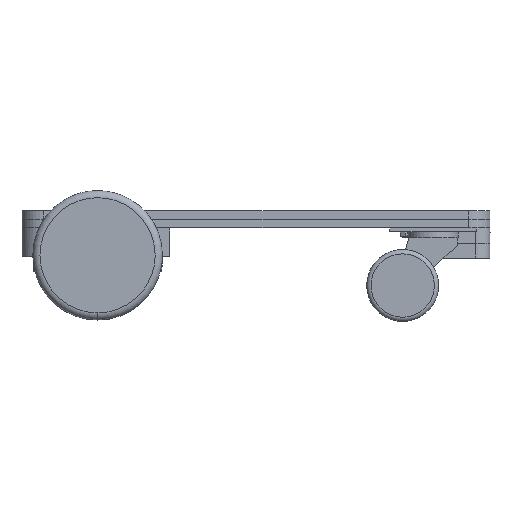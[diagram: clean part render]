
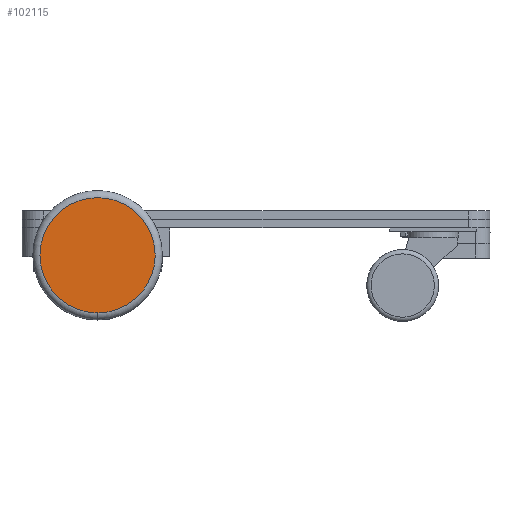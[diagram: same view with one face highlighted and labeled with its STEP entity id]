
A CAD part, left-side view. The second image highlights one B-rep face of the part: STEP entity #102115.
In plain terms, the highlighted planar face has unit normal (-1, 0, 0).
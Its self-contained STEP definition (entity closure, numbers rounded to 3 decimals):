
#101040 = PLANE('',#101041);
#101041 = AXIS2_PLACEMENT_3D('',#101042,#101043,#101044);
#101042 = CARTESIAN_POINT('',(-233.25,220.5,-88.));
#101043 = DIRECTION('',(0.,1.,0.));
#101044 = DIRECTION('',(0.,0.,1.));
#101122 = VERTEX_POINT('',#101123);
#101123 = CARTESIAN_POINT('',(-268.25,220.5,-78.));
#101142 = CYLINDRICAL_SURFACE('',#101143,10.);
#101143 = AXIS2_PLACEMENT_3D('',#101144,#101145,#101146);
#101144 = CARTESIAN_POINT('',(-258.25,219.5,-78.));
#101145 = DIRECTION('',(0.,1.,0.));
#101146 = DIRECTION('',(-1.,0.,0.));
#101154 = EDGE_CURVE('',#101122,#101155,#101157,.T.);
#101155 = VERTEX_POINT('',#101156);
#101156 = CARTESIAN_POINT('',(-268.25,220.5,-77.998));
#101157 = SURFACE_CURVE('',#101158,(#101162,#101169),.PCURVE_S1.);
#101158 = LINE('',#101159,#101160);
#101159 = CARTESIAN_POINT('',(-268.25,220.5,-43.048));
#101160 = VECTOR('',#101161,1.);
#101161 = DIRECTION('',(0.,0.,1.));
#101162 = PCURVE('',#101040,#101163);
#101163 = DEFINITIONAL_REPRESENTATION('',(#101164),#101168);
#101164 = LINE('',#101165,#101166);
#101165 = CARTESIAN_POINT('',(44.952,-35.));
#101166 = VECTOR('',#101167,1.);
#101167 = DIRECTION('',(1.,0.));
#101168 = ( GEOMETRIC_REPRESENTATION_CONTEXT(2) 
PARAMETRIC_REPRESENTATION_CONTEXT() REPRESENTATION_CONTEXT('2D SPACE',''
  ) );
#101169 = PCURVE('',#101170,#101175);
#101170 = PLANE('',#101171);
#101171 = AXIS2_PLACEMENT_3D('',#101172,#101173,#101174);
#101172 = CARTESIAN_POINT('',(-268.25,220.,1.904));
#101173 = DIRECTION('',(1.,0.,0.));
#101174 = DIRECTION('',(0.,-1.,0.));
#101175 = DEFINITIONAL_REPRESENTATION('',(#101176),#101180);
#101176 = LINE('',#101177,#101178);
#101177 = CARTESIAN_POINT('',(-0.5,44.952));
#101178 = VECTOR('',#101179,1.);
#101179 = DIRECTION('',(0.,-1.));
#101180 = ( GEOMETRIC_REPRESENTATION_CONTEXT(2) 
PARAMETRIC_REPRESENTATION_CONTEXT() REPRESENTATION_CONTEXT('2D SPACE',''
  ) );
#101246 = TOROIDAL_SURFACE('',#101247,80.,10.);
#101247 = AXIS2_PLACEMENT_3D('',#101248,#101249,#101250);
#101248 = CARTESIAN_POINT('',(-258.25,220.,2.));
#101249 = DIRECTION('',(-1.,0.,0.));
#101250 = DIRECTION('',(0.,0.006,
    -1.));
#101546 = PLANE('',#101547);
#101547 = AXIS2_PLACEMENT_3D('',#101548,#101549,#101550);
#101548 = CARTESIAN_POINT('',(-233.25,219.5,-88.));
#101549 = DIRECTION('',(0.,1.,0.));
#101550 = DIRECTION('',(0.,0.,1.));
#101899 = VERTEX_POINT('',#101900);
#101900 = CARTESIAN_POINT('',(-268.25,219.5,-78.));
#101928 = EDGE_CURVE('',#101899,#101122,#101929,.T.);
#101929 = SURFACE_CURVE('',#101930,(#101934,#101941),.PCURVE_S1.);
#101930 = LINE('',#101931,#101932);
#101931 = CARTESIAN_POINT('',(-268.25,219.5,-78.));
#101932 = VECTOR('',#101933,1.);
#101933 = DIRECTION('',(0.,1.,0.));
#101934 = PCURVE('',#101142,#101935);
#101935 = DEFINITIONAL_REPRESENTATION('',(#101936),#101940);
#101936 = LINE('',#101937,#101938);
#101937 = CARTESIAN_POINT('',(-0.,0.));
#101938 = VECTOR('',#101939,1.);
#101939 = DIRECTION('',(-0.,1.));
#101940 = ( GEOMETRIC_REPRESENTATION_CONTEXT(2) 
PARAMETRIC_REPRESENTATION_CONTEXT() REPRESENTATION_CONTEXT('2D SPACE',''
  ) );
#101941 = PCURVE('',#101170,#101942);
#101942 = DEFINITIONAL_REPRESENTATION('',(#101943),#101947);
#101943 = LINE('',#101944,#101945);
#101944 = CARTESIAN_POINT('',(0.5,79.904));
#101945 = VECTOR('',#101946,1.);
#101946 = DIRECTION('',(-1.,-0.));
#101947 = ( GEOMETRIC_REPRESENTATION_CONTEXT(2) 
PARAMETRIC_REPRESENTATION_CONTEXT() REPRESENTATION_CONTEXT('2D SPACE',''
  ) );
#101955 = VERTEX_POINT('',#101956);
#101956 = CARTESIAN_POINT('',(-268.25,219.5,-77.998));
#102094 = EDGE_CURVE('',#101155,#101955,#102095,.T.);
#102095 = SURFACE_CURVE('',#102096,(#102101,#102108),.PCURVE_S1.);
#102096 = CIRCLE('',#102097,80.);
#102097 = AXIS2_PLACEMENT_3D('',#102098,#102099,#102100);
#102098 = CARTESIAN_POINT('',(-268.25,220.,2.));
#102099 = DIRECTION('',(1.,0.,0.));
#102100 = DIRECTION('',(0.,0.006,
    -1.));
#102101 = PCURVE('',#101246,#102102);
#102102 = DEFINITIONAL_REPRESENTATION('',(#102103),#102107);
#102103 = LINE('',#102104,#102105);
#102104 = CARTESIAN_POINT('',(-0.,1.571));
#102105 = VECTOR('',#102106,1.);
#102106 = DIRECTION('',(-1.,0.));
#102107 = ( GEOMETRIC_REPRESENTATION_CONTEXT(2) 
PARAMETRIC_REPRESENTATION_CONTEXT() REPRESENTATION_CONTEXT('2D SPACE',''
  ) );
#102108 = PCURVE('',#101170,#102109);
#102109 = DEFINITIONAL_REPRESENTATION('',(#102110),#102114);
#102110 = CIRCLE('',#102111,80.);
#102111 = AXIS2_PLACEMENT_2D('',#102112,#102113);
#102112 = CARTESIAN_POINT('',(0.,-0.096));
#102113 = DIRECTION('',(-0.006,1.));
#102114 = ( GEOMETRIC_REPRESENTATION_CONTEXT(2) 
PARAMETRIC_REPRESENTATION_CONTEXT() REPRESENTATION_CONTEXT('2D SPACE',''
  ) );
#102115 = ADVANCED_FACE('',(#102116),#101170,.F.);
#102116 = FACE_BOUND('',#102117,.F.);
#102117 = EDGE_LOOP('',(#102118,#102119,#102120,#102141));
#102118 = ORIENTED_EDGE('',*,*,#101154,.T.);
#102119 = ORIENTED_EDGE('',*,*,#102094,.T.);
#102120 = ORIENTED_EDGE('',*,*,#102121,.F.);
#102121 = EDGE_CURVE('',#101899,#101955,#102122,.T.);
#102122 = SURFACE_CURVE('',#102123,(#102127,#102134),.PCURVE_S1.);
#102123 = LINE('',#102124,#102125);
#102124 = CARTESIAN_POINT('',(-268.25,219.5,-43.048));
#102125 = VECTOR('',#102126,1.);
#102126 = DIRECTION('',(0.,0.,1.));
#102127 = PCURVE('',#101170,#102128);
#102128 = DEFINITIONAL_REPRESENTATION('',(#102129),#102133);
#102129 = LINE('',#102130,#102131);
#102130 = CARTESIAN_POINT('',(0.5,44.952));
#102131 = VECTOR('',#102132,1.);
#102132 = DIRECTION('',(0.,-1.));
#102133 = ( GEOMETRIC_REPRESENTATION_CONTEXT(2) 
PARAMETRIC_REPRESENTATION_CONTEXT() REPRESENTATION_CONTEXT('2D SPACE',''
  ) );
#102134 = PCURVE('',#101546,#102135);
#102135 = DEFINITIONAL_REPRESENTATION('',(#102136),#102140);
#102136 = LINE('',#102137,#102138);
#102137 = CARTESIAN_POINT('',(44.952,-35.));
#102138 = VECTOR('',#102139,1.);
#102139 = DIRECTION('',(1.,0.));
#102140 = ( GEOMETRIC_REPRESENTATION_CONTEXT(2) 
PARAMETRIC_REPRESENTATION_CONTEXT() REPRESENTATION_CONTEXT('2D SPACE',''
  ) );
#102141 = ORIENTED_EDGE('',*,*,#101928,.T.);
